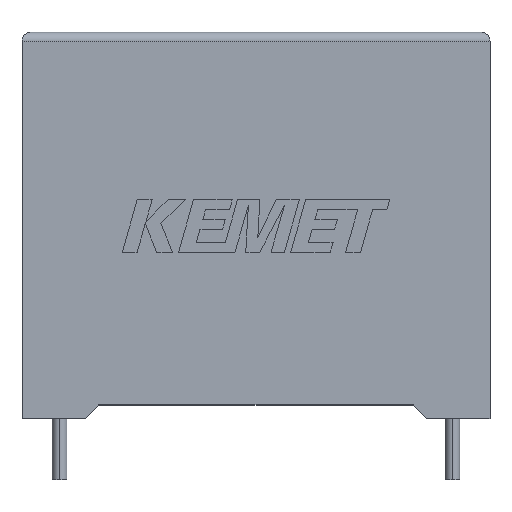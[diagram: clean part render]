
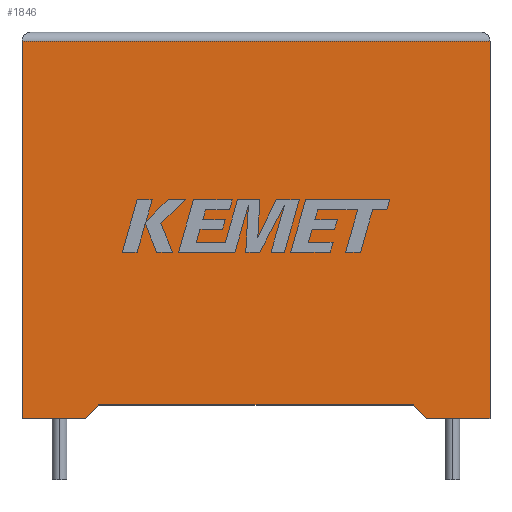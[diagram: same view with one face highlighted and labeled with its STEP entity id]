
A CAD part, top view. The second image highlights one B-rep face of the part: STEP entity #1846.
In plain terms, the highlighted planar face has unit normal (0, 0, 1).
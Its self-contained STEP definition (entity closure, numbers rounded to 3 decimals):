
#52 = VECTOR ( 'NONE', #2889, 1000. ) ;
#62 = CARTESIAN_POINT ( 'NONE',  ( 0., 21.6, 13.2 ) ) ;
#99 = LINE ( 'NONE', #2960, #1587 ) ;
#106 = VECTOR ( 'NONE', #1525, 1000. ) ;
#108 = DIRECTION ( 'NONE',  ( -1., 0., 0. ) ) ;
#112 = VERTEX_POINT ( 'NONE', #523 ) ;
#232 = ORIENTED_EDGE ( 'NONE', *, *, #2975, .F. ) ;
#338 = VERTEX_POINT ( 'NONE', #2332 ) ;
#355 = VECTOR ( 'NONE', #1226, 1000. ) ;
#397 = VERTEX_POINT ( 'NONE', #2807 ) ;
#430 = ORIENTED_EDGE ( 'NONE', *, *, #821, .F. ) ;
#503 = LINE ( 'NONE', #532, #1202 ) ;
#513 = CARTESIAN_POINT ( 'NONE',  ( 0., 0., 13.2 ) ) ;
#523 = CARTESIAN_POINT ( 'NONE',  ( 4.394, 0.762, 13.2 ) ) ;
#532 = CARTESIAN_POINT ( 'NONE',  ( 26.8, 0., 13.2 ) ) ;
#557 = FACE_OUTER_BOUND ( 'NONE', #2854, .T. ) ;
#586 = CARTESIAN_POINT ( 'NONE',  ( 0., 0., 13.2 ) ) ;
#588 = ORIENTED_EDGE ( 'NONE', *, *, #2793, .T. ) ;
#657 = CARTESIAN_POINT ( 'NONE',  ( 26.8, 0., 13.2 ) ) ;
#659 = PLANE ( 'NONE',  #2483 ) ;
#707 = VERTEX_POINT ( 'NONE', #1195 ) ;
#723 = LINE ( 'NONE', #2190, #355 ) ;
#802 = LINE ( 'NONE', #1742, #2623 ) ;
#818 = ORIENTED_EDGE ( 'NONE', *, *, #2251, .T. ) ;
#821 = EDGE_CURVE ( 'NONE', #112, #707, #802, .T. ) ;
#856 = DIRECTION ( 'NONE',  ( 0., -1., 0. ) ) ;
#936 = VERTEX_POINT ( 'NONE', #2745 ) ;
#975 = ORIENTED_EDGE ( 'NONE', *, *, #2757, .T. ) ;
#1049 = CARTESIAN_POINT ( 'NONE',  ( 0., 0., 13.2 ) ) ;
#1195 = CARTESIAN_POINT ( 'NONE',  ( 3.65, 0., 13.2 ) ) ;
#1202 = VECTOR ( 'NONE', #1908, 1000. ) ;
#1226 = DIRECTION ( 'NONE',  ( 1., 0., 0. ) ) ;
#1238 = DIRECTION ( 'NONE',  ( -1., 0., 0. ) ) ;
#1246 = EDGE_CURVE ( 'NONE', #1589, #397, #99, .T. ) ;
#1259 = CARTESIAN_POINT ( 'NONE',  ( 13.4, 0.762, 13.2 ) ) ;
#1273 = LINE ( 'NONE', #1259, #2774 ) ;
#1305 = EDGE_CURVE ( 'NONE', #338, #2927, #2274, .T. ) ;
#1404 = CARTESIAN_POINT ( 'NONE',  ( 22.406, 0.762, 13.2 ) ) ;
#1525 = DIRECTION ( 'NONE',  ( 1., 0., 0. ) ) ;
#1547 = DIRECTION ( 'NONE',  ( 0.699, -0.715, 0. ) ) ;
#1587 = VECTOR ( 'NONE', #1547, 1000. ) ;
#1589 = VERTEX_POINT ( 'NONE', #1404 ) ;
#1683 = DIRECTION ( 'NONE',  ( 0., 0., -1. ) ) ;
#1742 = CARTESIAN_POINT ( 'NONE',  ( 3.65, 0., 13.2 ) ) ;
#1846 = ADVANCED_FACE ( 'NONE', ( #557 ), #659, .F. ) ;
#1908 = DIRECTION ( 'NONE',  ( 0., 1., 0. ) ) ;
#1914 = ORIENTED_EDGE ( 'NONE', *, *, #2495, .T. ) ;
#1927 = ORIENTED_EDGE ( 'NONE', *, *, #1305, .T. ) ;
#1971 = CARTESIAN_POINT ( 'NONE',  ( 0., 0., 13.2 ) ) ;
#1980 = ORIENTED_EDGE ( 'NONE', *, *, #1246, .T. ) ;
#2098 = VERTEX_POINT ( 'NONE', #657 ) ;
#2144 = LINE ( 'NONE', #62, #52 ) ;
#2190 = CARTESIAN_POINT ( 'NONE',  ( 0., 0., 13.2 ) ) ;
#2245 = LINE ( 'NONE', #1049, #106 ) ;
#2251 = EDGE_CURVE ( 'NONE', #397, #2098, #2245, .T. ) ;
#2274 = LINE ( 'NONE', #1971, #2381 ) ;
#2332 = CARTESIAN_POINT ( 'NONE',  ( 0., 21.6, 13.2 ) ) ;
#2381 = VECTOR ( 'NONE', #856, 1000. ) ;
#2483 = AXIS2_PLACEMENT_3D ( 'NONE', #513, #1683, #1238 ) ;
#2495 = EDGE_CURVE ( 'NONE', #2098, #936, #503, .T. ) ;
#2623 = VECTOR ( 'NONE', #2700, 1000. ) ;
#2700 = DIRECTION ( 'NONE',  ( -0.699, -0.715, 0. ) ) ;
#2745 = CARTESIAN_POINT ( 'NONE',  ( 26.8, 21.6, 13.2 ) ) ;
#2757 = EDGE_CURVE ( 'NONE', #2927, #707, #723, .T. ) ;
#2774 = VECTOR ( 'NONE', #108, 1000. ) ;
#2793 = EDGE_CURVE ( 'NONE', #936, #338, #2144, .T. ) ;
#2807 = CARTESIAN_POINT ( 'NONE',  ( 23.15, 0., 13.2 ) ) ;
#2854 = EDGE_LOOP ( 'NONE', ( #1914, #588, #1927, #975, #430, #232, #1980, #818 ) ) ;
#2889 = DIRECTION ( 'NONE',  ( -1., 0., 0. ) ) ;
#2927 = VERTEX_POINT ( 'NONE', #586 ) ;
#2960 = CARTESIAN_POINT ( 'NONE',  ( 23.15, 0., 13.2 ) ) ;
#2975 = EDGE_CURVE ( 'NONE', #1589, #112, #1273, .T. ) ;
